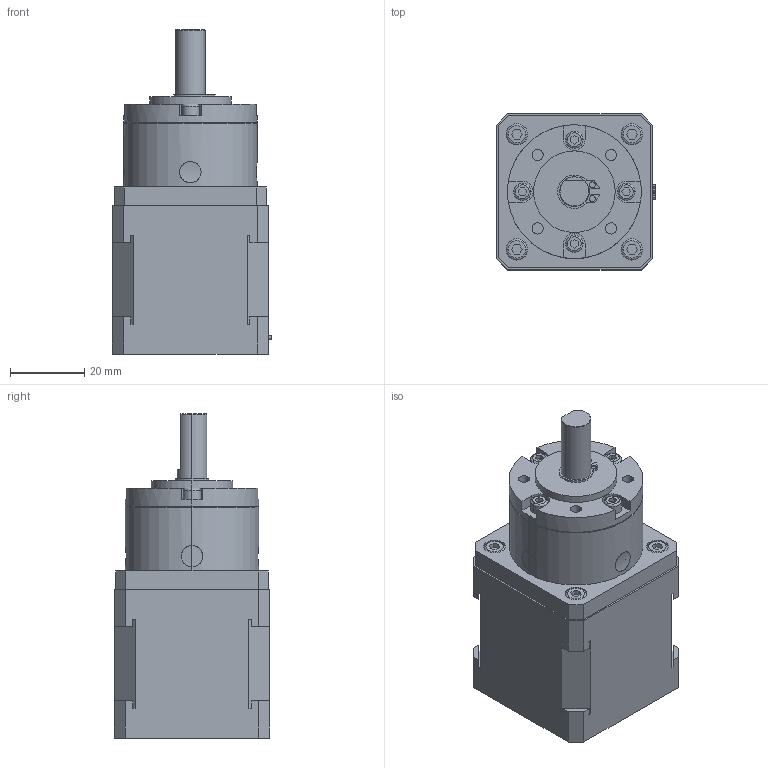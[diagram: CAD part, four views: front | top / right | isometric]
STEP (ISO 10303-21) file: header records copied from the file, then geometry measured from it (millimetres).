
FILE_DESCRIPTION (( 'STEP AP203' ), '1' );
FILE_NAME ('Nema 17 Reductor_Predeterminado_sldprt.STEP', '2024-02-29T15:20:18', ( '' ), ( '' ), 'SwSTEP 2.0', 'SolidWorks 2022', '' );
FILE_SCHEMA (( 'CONFIG_CONTROL_DESIGN' ));
Length unit declared in the file: millimetre
Products named in the file (1): Nema 17 Reductor_Predeterminado_sldprt
Bounding box: 42.88 x 42 x 87.3 mm (x, y, z)
Surface area: 17469.9 mm2 (no closed solid volume)
Topology: 0 solids, 9 shells, 407 faces, 980 edges, 642 vertices
Faces by surface type: plane 269, cylinder 99, torus 24, cone 15
Entity records: 12340 total; most frequent: CARTESIAN_POINT 2570, DIRECTION 2025, ORIENTED_EDGE 1952, EDGE_CURVE 980, LINE 703, VECTOR 703, AXIS2_PLACEMENT_3D 661, VERTEX_POINT 642
